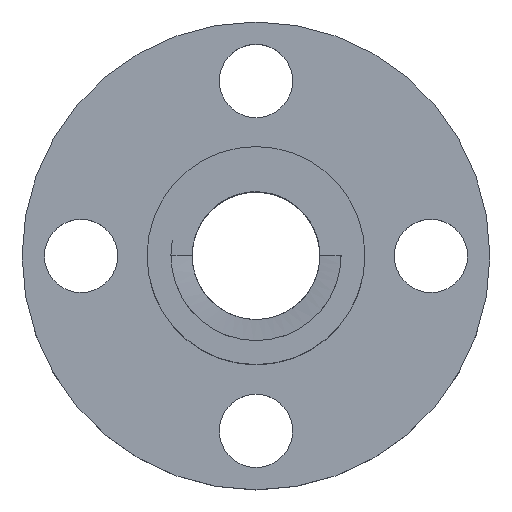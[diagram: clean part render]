
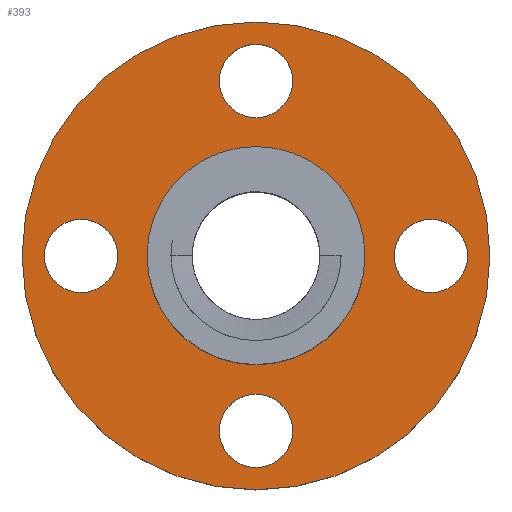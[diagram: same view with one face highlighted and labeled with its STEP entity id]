
A CAD part, top view. The second image highlights one B-rep face of the part: STEP entity #393.
In plain terms, the highlighted planar face has unit normal (0, 0, 1).
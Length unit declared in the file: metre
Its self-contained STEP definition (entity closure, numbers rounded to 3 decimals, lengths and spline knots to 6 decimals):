
#23=FACE_BOUND('',#73,.T.);
#24=FACE_BOUND('',#74,.T.);
#25=FACE_BOUND('',#75,.T.);
#26=FACE_BOUND('',#76,.T.);
#27=FACE_BOUND('',#77,.T.);
#31=PLANE('',#439);
#44=FACE_OUTER_BOUND('',#72,.T.);
#72=EDGE_LOOP('',(#297));
#73=EDGE_LOOP('',(#298));
#74=EDGE_LOOP('',(#299));
#75=EDGE_LOOP('',(#300));
#76=EDGE_LOOP('',(#301));
#77=EDGE_LOOP('',(#302));
#115=CIRCLE('',#432,0.011);
#121=CIRCLE('',#440,0.001725);
#122=CIRCLE('',#441,0.001725);
#123=CIRCLE('',#442,0.001725);
#124=CIRCLE('',#443,0.001725);
#125=CIRCLE('',#444,0.005125);
#185=VERTEX_POINT('',#1063);
#191=VERTEX_POINT('',#1078);
#192=VERTEX_POINT('',#1080);
#193=VERTEX_POINT('',#1082);
#194=VERTEX_POINT('',#1084);
#195=VERTEX_POINT('',#1086);
#228=EDGE_CURVE('',#185,#185,#115,.T.);
#234=EDGE_CURVE('',#191,#191,#121,.T.);
#235=EDGE_CURVE('',#192,#192,#122,.T.);
#236=EDGE_CURVE('',#193,#193,#123,.T.);
#237=EDGE_CURVE('',#194,#194,#124,.T.);
#238=EDGE_CURVE('',#195,#195,#125,.T.);
#297=ORIENTED_EDGE('',*,*,#228,.T.);
#298=ORIENTED_EDGE('',*,*,#234,.F.);
#299=ORIENTED_EDGE('',*,*,#235,.F.);
#300=ORIENTED_EDGE('',*,*,#236,.F.);
#301=ORIENTED_EDGE('',*,*,#237,.F.);
#302=ORIENTED_EDGE('',*,*,#238,.T.);
#393=ADVANCED_FACE('',(#44,#23,#24,#25,#26,#27),#31,.F.);
#432=AXIS2_PLACEMENT_3D('',#1065,#491,#492);
#439=AXIS2_PLACEMENT_3D('',#1077,#505,#506);
#440=AXIS2_PLACEMENT_3D('',#1079,#507,#508);
#441=AXIS2_PLACEMENT_3D('',#1081,#509,#510);
#442=AXIS2_PLACEMENT_3D('',#1083,#511,#512);
#443=AXIS2_PLACEMENT_3D('',#1085,#513,#514);
#444=AXIS2_PLACEMENT_3D('',#1087,#515,#516);
#491=DIRECTION('center_axis',(0.,0.,1.));
#492=DIRECTION('ref_axis',(1.,0.,0.));
#505=DIRECTION('center_axis',(0.,0.,-1.));
#506=DIRECTION('ref_axis',(-1.,0.,0.));
#507=DIRECTION('center_axis',(0.,0.,1.));
#508=DIRECTION('ref_axis',(1.,0.,0.));
#509=DIRECTION('center_axis',(0.,0.,1.));
#510=DIRECTION('ref_axis',(1.,0.,0.));
#511=DIRECTION('center_axis',(0.,0.,1.));
#512=DIRECTION('ref_axis',(1.,0.,0.));
#513=DIRECTION('center_axis',(0.,0.,1.));
#514=DIRECTION('ref_axis',(1.,0.,0.));
#515=DIRECTION('center_axis',(0.,0.,-1.));
#516=DIRECTION('ref_axis',(1.,0.,0.));
#1063=CARTESIAN_POINT('',(-0.011,0.,0.0035));
#1065=CARTESIAN_POINT('Origin',(0.,0.,0.0035));
#1077=CARTESIAN_POINT('Origin',(0.011,0.,0.0035));
#1078=CARTESIAN_POINT('',(-0.00995,0.,0.0035));
#1079=CARTESIAN_POINT('Origin',(-0.008225,0.,0.0035));
#1080=CARTESIAN_POINT('',(-0.001725,0.008225,0.0035));
#1081=CARTESIAN_POINT('Origin',(0.,0.008225,0.0035));
#1082=CARTESIAN_POINT('',(-0.001725,-0.008225,0.0035));
#1083=CARTESIAN_POINT('Origin',(0.,-0.008225,0.0035));
#1084=CARTESIAN_POINT('',(0.0065,0.,0.0035));
#1085=CARTESIAN_POINT('Origin',(0.008225,0.,0.0035));
#1086=CARTESIAN_POINT('',(-0.005125,0.,0.0035));
#1087=CARTESIAN_POINT('Origin',(0.,0.,0.0035));
